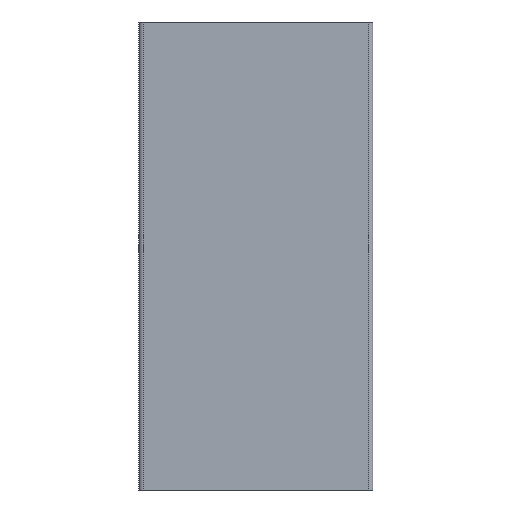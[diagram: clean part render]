
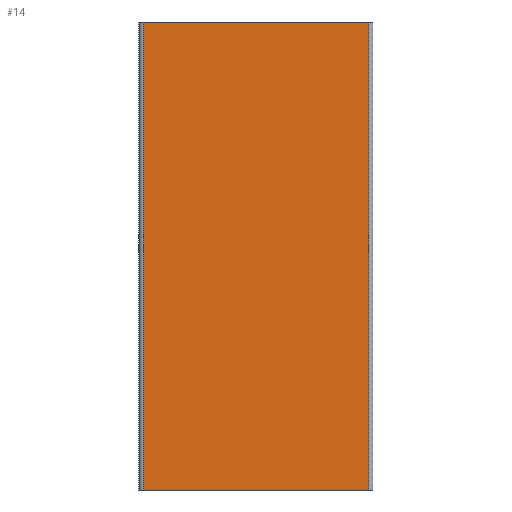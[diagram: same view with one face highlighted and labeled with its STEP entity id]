
A CAD part, front view. The second image highlights one B-rep face of the part: STEP entity #14.
In plain terms, the highlighted planar face has unit normal (0, -1, 0).
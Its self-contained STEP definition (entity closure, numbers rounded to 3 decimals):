
#4 = DIRECTION ( 'NONE',  ( 0., 0., -1. ) ) ;
#8 = LINE ( 'NONE', #265, #26 ) ;
#13 = EDGE_CURVE ( 'NONE', #134, #169, #229, .T. ) ;
#14 = ADVANCED_FACE ( 'NONE', ( #145 ), #148, .T. ) ;
#23 = VECTOR ( 'NONE', #199, 1000. ) ;
#26 = VECTOR ( 'NONE', #330, 1000. ) ;
#28 = DIRECTION ( 'NONE',  ( 0., -1., 0. ) ) ;
#70 = VECTOR ( 'NONE', #136, 1000. ) ;
#82 = CARTESIAN_POINT ( 'NONE',  ( -27.34, -9.115, -230. ) ) ;
#83 = CARTESIAN_POINT ( 'NONE',  ( 83.66, -9.115, -230. ) ) ;
#87 = ORIENTED_EDGE ( 'NONE', *, *, #206, .T. ) ;
#96 = ORIENTED_EDGE ( 'NONE', *, *, #250, .F. ) ;
#98 = LINE ( 'NONE', #175, #23 ) ;
#99 = CARTESIAN_POINT ( 'NONE',  ( -29.34, -9.115, -230. ) ) ;
#120 = ORIENTED_EDGE ( 'NONE', *, *, #13, .T. ) ;
#122 = EDGE_CURVE ( 'NONE', #169, #224, #98, .T. ) ;
#134 = VERTEX_POINT ( 'NONE', #150 ) ;
#136 = DIRECTION ( 'NONE',  ( 1., 0., 0. ) ) ;
#145 = FACE_OUTER_BOUND ( 'NONE', #211, .T. ) ;
#148 = PLANE ( 'NONE',  #151 ) ;
#150 = CARTESIAN_POINT ( 'NONE',  ( -27.34, -9.115, 0. ) ) ;
#151 = AXIS2_PLACEMENT_3D ( 'NONE', #99, #28, #232 ) ;
#169 = VERTEX_POINT ( 'NONE', #82 ) ;
#170 = LINE ( 'NONE', #300, #70 ) ;
#175 = CARTESIAN_POINT ( 'NONE',  ( -29.34, -9.115, -230. ) ) ;
#181 = CARTESIAN_POINT ( 'NONE',  ( 83.66, -9.115, 0. ) ) ;
#189 = VERTEX_POINT ( 'NONE', #181 ) ;
#194 = VECTOR ( 'NONE', #4, 1000. ) ;
#199 = DIRECTION ( 'NONE',  ( 1., 0., 0. ) ) ;
#206 = EDGE_CURVE ( 'NONE', #224, #189, #8, .T. ) ;
#211 = EDGE_LOOP ( 'NONE', ( #267, #87, #96, #120 ) ) ;
#224 = VERTEX_POINT ( 'NONE', #83 ) ;
#229 = LINE ( 'NONE', #288, #194 ) ;
#232 = DIRECTION ( 'NONE',  ( 0., 0., -1. ) ) ;
#250 = EDGE_CURVE ( 'NONE', #134, #189, #170, .T. ) ;
#265 = CARTESIAN_POINT ( 'NONE',  ( 83.66, -9.115, -230. ) ) ;
#267 = ORIENTED_EDGE ( 'NONE', *, *, #122, .T. ) ;
#288 = CARTESIAN_POINT ( 'NONE',  ( -27.34, -9.115, -230. ) ) ;
#300 = CARTESIAN_POINT ( 'NONE',  ( -29.34, -9.115, 0. ) ) ;
#330 = DIRECTION ( 'NONE',  ( 0., 0., 1. ) ) ;
